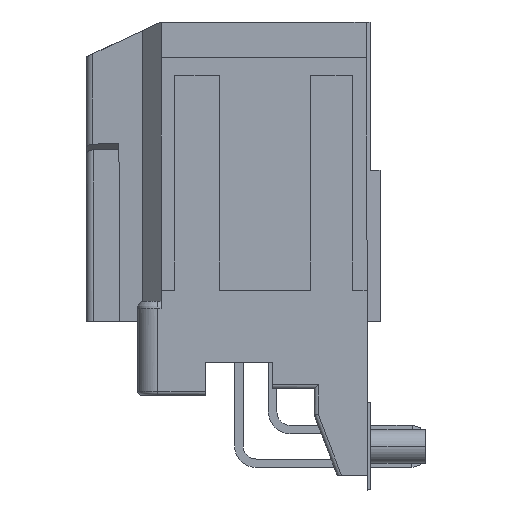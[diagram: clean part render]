
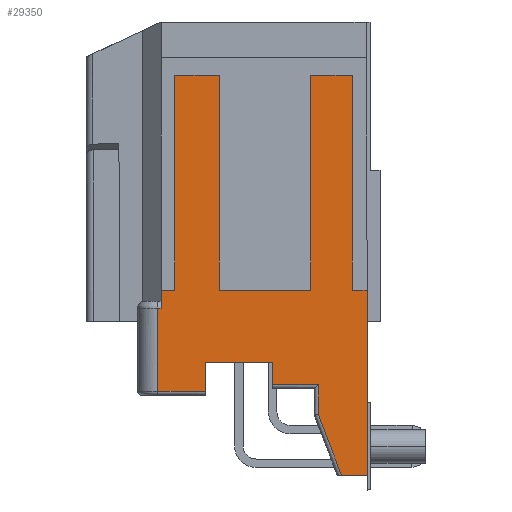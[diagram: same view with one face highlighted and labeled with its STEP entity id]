
A CAD part, left-side view. The second image highlights one B-rep face of the part: STEP entity #29350.
In plain terms, the highlighted planar face has unit normal (-1, 0, 0).
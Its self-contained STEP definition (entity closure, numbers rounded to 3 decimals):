
#5080=DIRECTION('',(0.,0.,1.));
#5081=VECTOR('',#5080,1.355);
#5082=CARTESIAN_POINT('',(-90.055,48.46,-19.6));
#5083=LINE('',#5082,#5081);
#5153=DIRECTION('',(0.,-0.004,-1.));
#5154=VECTOR('',#5153,6.25);
#5155=CARTESIAN_POINT('',(-90.055,48.738,
-19.6));
#5156=LINE('',#5155,#5154);
#5157=DIRECTION('',(0.,1.,0.));
#5158=VECTOR('',#5157,1.03);
#5159=CARTESIAN_POINT('',(-90.055,47.43,
-18.245));
#5160=LINE('',#5159,#5158);
#5161=DIRECTION('',(0.,0.,-1.));
#5162=VECTOR('',#5161,16.15);
#5163=CARTESIAN_POINT('',(-90.055,47.43,
-2.096));
#5164=LINE('',#5163,#5162);
#5165=DIRECTION('',(0.,0.,1.));
#5166=VECTOR('',#5165,16.15);
#5167=CARTESIAN_POINT('',(-90.055,44.097,
-18.245));
#5168=LINE('',#5167,#5166);
#5169=DIRECTION('',(0.,1.,0.));
#5170=VECTOR('',#5169,6.864);
#5171=CARTESIAN_POINT('',(-90.055,37.233,
-18.245));
#5172=LINE('',#5171,#5170);
#5173=DIRECTION('',(0.,0.,-1.));
#5174=VECTOR('',#5173,16.15);
#5175=CARTESIAN_POINT('',(-90.055,37.233,
-2.096));
#5176=LINE('',#5175,#5174);
#5177=DIRECTION('',(0.,0.,1.));
#5178=VECTOR('',#5177,16.15);
#5179=CARTESIAN_POINT('',(-90.055,34.097,
-18.245));
#5180=LINE('',#5179,#5178);
#5181=DIRECTION('',(0.,1.,0.));
#5182=VECTOR('',#5181,1.121);
#5183=CARTESIAN_POINT('',(-90.055,32.975,
-18.245));
#5184=LINE('',#5183,#5182);
#5185=DIRECTION('',(0.,0.004,1.));
#5186=VECTOR('',#5185,8.468);
#5187=CARTESIAN_POINT('',(-90.055,32.938,
-26.713));
#5188=LINE('',#5187,#5186);
#5189=DIRECTION('',(0.,-1.,0.));
#5190=VECTOR('',#5189,0.016);
#5191=CARTESIAN_POINT('',(-90.055,32.954,
-26.713));
#5192=LINE('',#5191,#5190);
#5193=DIRECTION('',(0.,0.,1.));
#5194=VECTOR('',#5193,5.437);
#5195=CARTESIAN_POINT('',(-90.055,32.954,-32.15));
#5196=LINE('',#5195,#5194);
#5197=DIRECTION('',(0.,-0.357,-0.934));
#5198=VECTOR('',#5197,4.877);
#5199=CARTESIAN_POINT('',(-90.055,36.653,
-27.594));
#5200=LINE('',#5199,#5198);
#5201=DIRECTION('',(0.,-0.004,-1.));
#5202=VECTOR('',#5201,2.244);
#5203=CARTESIAN_POINT('',(-90.055,36.663,-25.35));
#5204=LINE('',#5203,#5202);
#5205=DIRECTION('',(0.,-0.004,-1.));
#5206=VECTOR('',#5205,1.7);
#5207=CARTESIAN_POINT('',(-90.055,40.128,-23.65));
#5208=LINE('',#5207,#5206);
#5209=DIRECTION('',(0.,-0.004,1.));
#5210=VECTOR('',#5209,2.2);
#5211=CARTESIAN_POINT('',(-90.055,45.121,-25.85));
#5212=LINE('',#5211,#5210);
#5247=DIRECTION('',(0.,1.,0.));
#5248=VECTOR('',#5247,3.59);
#5249=CARTESIAN_POINT('',(-90.055,45.121,-25.85));
#5250=LINE('',#5249,#5248);
#5322=DIRECTION('',(0.,1.,0.));
#5323=VECTOR('',#5322,4.983);
#5324=CARTESIAN_POINT('',(-90.055,40.128,-23.65));
#5325=LINE('',#5324,#5323);
#6880=DIRECTION('',(0.,1.,0.));
#6881=VECTOR('',#6880,1.958);
#6882=CARTESIAN_POINT('',(-90.055,32.954,-32.15));
#6883=LINE('',#6882,#6881);
#8761=DIRECTION('',(0.,-1.,0.));
#8762=VECTOR('',#8761,0.278);
#8763=CARTESIAN_POINT('',(-90.055,48.738,
-19.6));
#8764=LINE('',#8763,#8762);
#9178=DIRECTION('',(0.,-1.,0.));
#9179=VECTOR('',#9178,3.136);
#9180=CARTESIAN_POINT('',(-90.055,37.233,
-2.096));
#9181=LINE('',#9180,#9179);
#9211=CARTESIAN_POINT('',(-90.055,34.912,-32.15));
#9252=CARTESIAN_POINT('',(-90.055,40.121,-25.35));
#9268=DIRECTION('',(0.,1.,0.));
#9269=VECTOR('',#9268,3.458);
#9270=CARTESIAN_POINT('',(-90.055,36.663,-25.35));
#9271=LINE('',#9270,#9269);
#14249=DIRECTION('',(0.,-1.,0.));
#14250=VECTOR('',#14249,3.333);
#14251=CARTESIAN_POINT('',(-90.055,47.43,
-2.096));
#14252=LINE('',#14251,#14250);
#16946=CARTESIAN_POINT('',(-90.055,37.233,
-18.245));
#16947=CARTESIAN_POINT('',(-90.055,44.097,
-18.245));
#16948=VERTEX_POINT('',#16946);
#16949=VERTEX_POINT('',#16947);
#18222=VERTEX_POINT('',#9211);
#18223=CARTESIAN_POINT('',(-90.055,36.653,
-27.594));
#18224=VERTEX_POINT('',#18223);
#18237=CARTESIAN_POINT('',(-90.055,32.954,-32.15));
#18238=VERTEX_POINT('',#18237);
#18306=CARTESIAN_POINT('',(-90.055,32.975,
-18.245));
#18307=VERTEX_POINT('',#18306);
#18308=CARTESIAN_POINT('',(-90.055,32.938,
-26.713));
#18309=VERTEX_POINT('',#18308);
#18836=CARTESIAN_POINT('',(-90.055,48.46,-19.6));
#18837=VERTEX_POINT('',#18836);
#18838=CARTESIAN_POINT('',(-90.055,48.46,
-18.245));
#18839=VERTEX_POINT('',#18838);
#19008=CARTESIAN_POINT('',(-90.055,44.097,
-2.096));
#19010=VERTEX_POINT('',#19008);
#19013=CARTESIAN_POINT('',(-90.055,47.43,
-2.096));
#19014=VERTEX_POINT('',#19013);
#19154=CARTESIAN_POINT('',(-90.055,40.128,-23.65));
#19155=VERTEX_POINT('',#19154);
#19156=CARTESIAN_POINT('',(-90.055,45.111,-23.65));
#19157=VERTEX_POINT('',#19156);
#19176=CARTESIAN_POINT('',(-90.055,36.663,-25.35));
#19177=VERTEX_POINT('',#19176);
#19266=CARTESIAN_POINT('',(-90.055,34.097,
-18.245));
#19267=VERTEX_POINT('',#19266);
#19590=CARTESIAN_POINT('',(-90.055,45.121,-25.85));
#19591=VERTEX_POINT('',#19590);
#19615=VERTEX_POINT('',#9252);
#19966=CARTESIAN_POINT('',(-90.055,34.097,
-2.096));
#19968=VERTEX_POINT('',#19966);
#19971=CARTESIAN_POINT('',(-90.055,37.233,
-2.096));
#19972=VERTEX_POINT('',#19971);
#20009=CARTESIAN_POINT('',(-90.055,32.954,
-26.713));
#20010=VERTEX_POINT('',#20009);
#20084=CARTESIAN_POINT('',(-90.055,47.43,
-18.245));
#20085=VERTEX_POINT('',#20084);
#21173=CARTESIAN_POINT('',(-90.055,48.738,
-19.6));
#21174=CARTESIAN_POINT('',(-90.055,48.711,
-25.85));
#21175=VERTEX_POINT('',#21173);
#21176=VERTEX_POINT('',#21174);
#29299=CARTESIAN_POINT('',(-90.055,49.133,
-32.901));
#29300=DIRECTION('',(-1.,0.,0.));
#29301=DIRECTION('',(0.,-1.,0.));
#29302=AXIS2_PLACEMENT_3D('',#29299,#29300,#29301);
#29303=PLANE('',#29302);
#29305=ORIENTED_EDGE('',*,*,#29304,.F.);
#29307=ORIENTED_EDGE('',*,*,#29306,.T.);
#29308=ORIENTED_EDGE('',*,*,#29217,.T.);
#29310=ORIENTED_EDGE('',*,*,#29309,.F.);
#29312=ORIENTED_EDGE('',*,*,#29311,.F.);
#29314=ORIENTED_EDGE('',*,*,#29313,.T.);
#29316=ORIENTED_EDGE('',*,*,#29315,.F.);
#29317=ORIENTED_EDGE('',*,*,#29289,.F.);
#29319=ORIENTED_EDGE('',*,*,#29318,.F.);
#29321=ORIENTED_EDGE('',*,*,#29320,.T.);
#29323=ORIENTED_EDGE('',*,*,#29322,.F.);
#29325=ORIENTED_EDGE('',*,*,#29324,.F.);
#29327=ORIENTED_EDGE('',*,*,#29326,.F.);
#29329=ORIENTED_EDGE('',*,*,#29328,.F.);
#29331=ORIENTED_EDGE('',*,*,#29330,.F.);
#29333=ORIENTED_EDGE('',*,*,#29332,.T.);
#29335=ORIENTED_EDGE('',*,*,#29334,.F.);
#29337=ORIENTED_EDGE('',*,*,#29336,.F.);
#29339=ORIENTED_EDGE('',*,*,#29338,.T.);
#29341=ORIENTED_EDGE('',*,*,#29340,.F.);
#29343=ORIENTED_EDGE('',*,*,#29342,.T.);
#29345=ORIENTED_EDGE('',*,*,#29344,.F.);
#29347=ORIENTED_EDGE('',*,*,#29346,.T.);
#29348=EDGE_LOOP('',(#29305,#29307,#29308,#29310,#29312,#29314,#29316,#29317,
#29319,#29321,#29323,#29325,#29327,#29329,#29331,#29333,#29335,#29337,#29339,
#29341,#29343,#29345,#29347));
#29349=FACE_OUTER_BOUND('',#29348,.F.);
#29350=ADVANCED_FACE('',(#29349),#29303,.T.);
#29217=EDGE_CURVE('',#18837,#18839,#5083,.T.);
#29289=EDGE_CURVE('',#16948,#16949,#5172,.T.);
#29304=EDGE_CURVE('',#21175,#21176,#5156,.T.);
#29306=EDGE_CURVE('',#21175,#18837,#8764,.T.);
#29309=EDGE_CURVE('',#20085,#18839,#5160,.T.);
#29311=EDGE_CURVE('',#19014,#20085,#5164,.T.);
#29313=EDGE_CURVE('',#19014,#19010,#14252,.T.);
#29315=EDGE_CURVE('',#16949,#19010,#5168,.T.);
#29318=EDGE_CURVE('',#19972,#16948,#5176,.T.);
#29320=EDGE_CURVE('',#19972,#19968,#9181,.T.);
#29322=EDGE_CURVE('',#19267,#19968,#5180,.T.);
#29324=EDGE_CURVE('',#18307,#19267,#5184,.T.);
#29326=EDGE_CURVE('',#18309,#18307,#5188,.T.);
#29328=EDGE_CURVE('',#20010,#18309,#5192,.T.);
#29330=EDGE_CURVE('',#18238,#20010,#5196,.T.);
#29332=EDGE_CURVE('',#18238,#18222,#6883,.T.);
#29334=EDGE_CURVE('',#18224,#18222,#5200,.T.);
#29336=EDGE_CURVE('',#19177,#18224,#5204,.T.);
#29338=EDGE_CURVE('',#19177,#19615,#9271,.T.);
#29340=EDGE_CURVE('',#19155,#19615,#5208,.T.);
#29342=EDGE_CURVE('',#19155,#19157,#5325,.T.);
#29344=EDGE_CURVE('',#19591,#19157,#5212,.T.);
#29346=EDGE_CURVE('',#19591,#21176,#5250,.T.);
